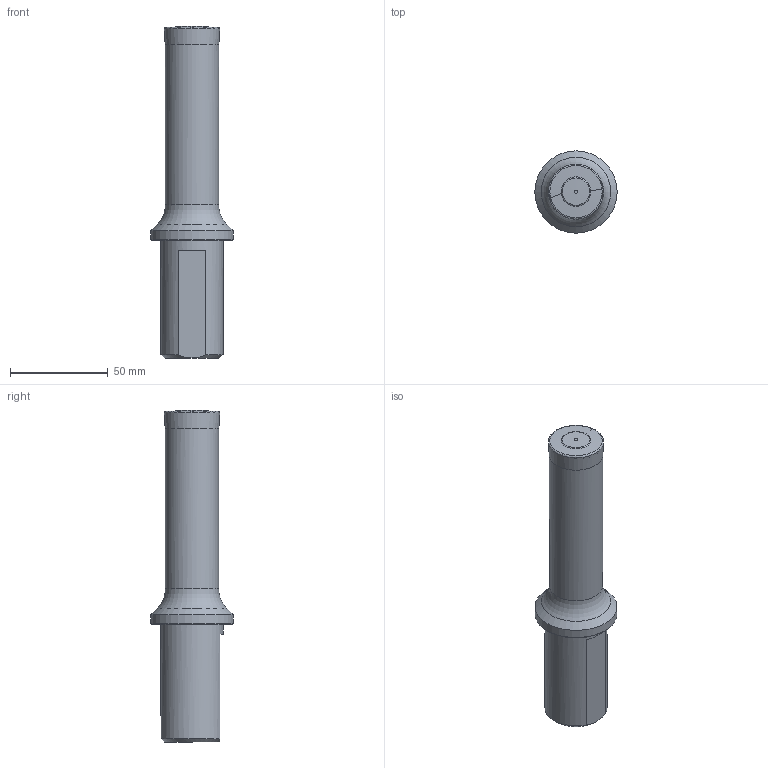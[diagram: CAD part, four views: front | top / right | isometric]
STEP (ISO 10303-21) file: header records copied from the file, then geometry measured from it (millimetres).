
FILE_DESCRIPTION(/* description */ (''),/* implementation_level */ '2;1');
FILE_NAME(/* name */ '803D_1109_332_S125_115018134ndi000_00_SIM.stp',/* time_stamp */ '2020-05-11T13:19:48+02:00',/* author */ (''),/* organization */ (''),/* preprocessor_version */ 'ST-DEVELOPER v16.7',/* originating_system */ 'SIEMENS PLM Software NX 12.0',/* authorisation */ '');
FILE_SCHEMA (('AUTOMOTIVE_DESIGN { 1 0 10303 214 3 1 1 1 }'));
Length unit declared in the file: millimetre
Products named in the file (1): wq701580FF795v3r
Bounding box: 42 x 42 x 169.51 mm (x, y, z)
Volume: 119427.4 mm3; surface area: 22074.3 mm2
Topology: 2 solids, 2 shells, 28 faces, 60 edges, 37 vertices
Faces by surface type: plane 10, cone 8, cylinder 5, revolution 4, torus 1
Full cylindrical faces by diameter (mm): 4 x2, 27.2 x1, 31.75 x1, 42 x1
Entity records: 685 total; most frequent: CARTESIAN_POINT 137, DIRECTION 112, ORIENTED_EDGE 70, AXIS2_PLACEMENT_3D 50, EDGE_LOOP 46, FACE_BOUND 39, EDGE_CURVE 35, VERTEX_POINT 31
